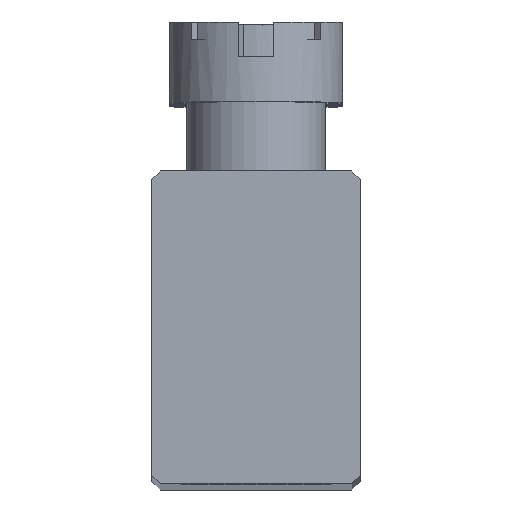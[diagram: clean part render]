
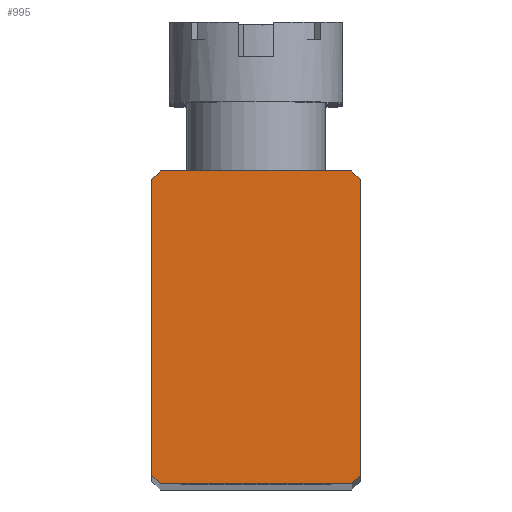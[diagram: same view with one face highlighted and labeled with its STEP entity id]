
A CAD part, top view. The second image highlights one B-rep face of the part: STEP entity #995.
In plain terms, the highlighted planar face has unit normal (0, 0, 1).
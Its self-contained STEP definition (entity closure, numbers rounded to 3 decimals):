
#31 = LINE ( 'NONE', #6540, #7317 ) ;
#67 = VERTEX_POINT ( 'NONE', #5962 ) ;
#429 = LINE ( 'NONE', #4836, #6103 ) ;
#459 = ORIENTED_EDGE ( 'NONE', *, *, #7010, .T. ) ;
#995 = ADVANCED_FACE ( 'NONE', ( #6766 ), #6557, .T. ) ;
#1267 = EDGE_LOOP ( 'NONE', ( #6775, #5381, #5990, #6060, #1437, #459, #2843, #7180 ) ) ;
#1288 = CARTESIAN_POINT ( 'NONE',  ( -2.875, -4.375, 51. ) ) ;
#1437 = ORIENTED_EDGE ( 'NONE', *, *, #6818, .T. ) ;
#1521 = CARTESIAN_POINT ( 'NONE',  ( -3., 4.25, 51. ) ) ;
#1627 = LINE ( 'NONE', #5988, #2992 ) ;
#1746 = VERTEX_POINT ( 'NONE', #1521 ) ;
#1971 = LINE ( 'NONE', #5965, #6444 ) ;
#1975 = DIRECTION ( 'NONE',  ( 0., -1., 0. ) ) ;
#2459 = DIRECTION ( 'NONE',  ( 0., 1., 0. ) ) ;
#2843 = ORIENTED_EDGE ( 'NONE', *, *, #4037, .T. ) ;
#2992 = VECTOR ( 'NONE', #4252, 1000. ) ;
#3002 = VECTOR ( 'NONE', #1975, 1000. ) ;
#3071 = CARTESIAN_POINT ( 'NONE',  ( 3., 4.5, 51. ) ) ;
#3160 = CARTESIAN_POINT ( 'NONE',  ( 3., -4.25, 51. ) ) ;
#3643 = DIRECTION ( 'NONE',  ( 1., 0., 0. ) ) ;
#3821 = VERTEX_POINT ( 'NONE', #6936 ) ;
#3869 = VECTOR ( 'NONE', #4906, 1000. ) ;
#3932 = VECTOR ( 'NONE', #2459, 1000. ) ;
#4037 = EDGE_CURVE ( 'NONE', #3821, #4432, #5426, .T. ) ;
#4252 = DIRECTION ( 'NONE',  ( -0.707, 0.707, 0. ) ) ;
#4336 = CARTESIAN_POINT ( 'NONE',  ( -3., 4.5, 51. ) ) ;
#4432 = VERTEX_POINT ( 'NONE', #7415 ) ;
#4581 = LINE ( 'NONE', #4336, #3002 ) ;
#4767 = LINE ( 'NONE', #1288, #4941 ) ;
#4836 = CARTESIAN_POINT ( 'NONE',  ( -0.125, -7.375, 51. ) ) ;
#4906 = DIRECTION ( 'NONE',  ( -1., 0., 0. ) ) ;
#4941 = VECTOR ( 'NONE', #7048, 1000. ) ;
#5162 = VERTEX_POINT ( 'NONE', #5634 ) ;
#5311 = AXIS2_PLACEMENT_3D ( 'NONE', #5998, #5544, #5514 ) ;
#5381 = ORIENTED_EDGE ( 'NONE', *, *, #7000, .T. ) ;
#5419 = VERTEX_POINT ( 'NONE', #7210 ) ;
#5426 = LINE ( 'NONE', #6066, #3869 ) ;
#5428 = DIRECTION ( 'NONE',  ( 0.707, 0.707, 0. ) ) ;
#5514 = DIRECTION ( 'NONE',  ( 1., 0., 0. ) ) ;
#5544 = DIRECTION ( 'NONE',  ( 0., 0., 1. ) ) ;
#5634 = CARTESIAN_POINT ( 'NONE',  ( 2.75, -4.5, 51. ) ) ;
#5846 = LINE ( 'NONE', #3071, #3932 ) ;
#5893 = VERTEX_POINT ( 'NONE', #3160 ) ;
#5962 = CARTESIAN_POINT ( 'NONE',  ( 3., 4.25, 51. ) ) ;
#5965 = CARTESIAN_POINT ( 'NONE',  ( -3., -4.5, 51. ) ) ;
#5988 = CARTESIAN_POINT ( 'NONE',  ( 4.375, 2.875, 51. ) ) ;
#5990 = ORIENTED_EDGE ( 'NONE', *, *, #6949, .T. ) ;
#5998 = CARTESIAN_POINT ( 'NONE',  ( -3., -4.5, 51. ) ) ;
#6060 = ORIENTED_EDGE ( 'NONE', *, *, #7001, .T. ) ;
#6066 = CARTESIAN_POINT ( 'NONE',  ( -3., 4.5, 51. ) ) ;
#6103 = VECTOR ( 'NONE', #5428, 1000. ) ;
#6140 = EDGE_CURVE ( 'NONE', #1746, #7424, #4581, .T. ) ;
#6444 = VECTOR ( 'NONE', #3643, 1000. ) ;
#6540 = CARTESIAN_POINT ( 'NONE',  ( -7.375, -0.125, 51. ) ) ;
#6557 = PLANE ( 'NONE',  #5311 ) ;
#6693 = CARTESIAN_POINT ( 'NONE',  ( -3., -4.25, 51. ) ) ;
#6766 = FACE_OUTER_BOUND ( 'NONE', #1267, .T. ) ;
#6775 = ORIENTED_EDGE ( 'NONE', *, *, #6140, .T. ) ;
#6818 = EDGE_CURVE ( 'NONE', #5893, #67, #5846, .T. ) ;
#6936 = CARTESIAN_POINT ( 'NONE',  ( 2.75, 4.5, 51. ) ) ;
#6949 = EDGE_CURVE ( 'NONE', #5419, #5162, #1971, .T. ) ;
#7000 = EDGE_CURVE ( 'NONE', #7424, #5419, #4767, .T. ) ;
#7001 = EDGE_CURVE ( 'NONE', #5162, #5893, #429, .T. ) ;
#7010 = EDGE_CURVE ( 'NONE', #67, #3821, #1627, .T. ) ;
#7028 = EDGE_CURVE ( 'NONE', #4432, #1746, #31, .T. ) ;
#7048 = DIRECTION ( 'NONE',  ( 0.707, -0.707, 0. ) ) ;
#7070 = DIRECTION ( 'NONE',  ( -0.707, -0.707, 0. ) ) ;
#7180 = ORIENTED_EDGE ( 'NONE', *, *, #7028, .T. ) ;
#7210 = CARTESIAN_POINT ( 'NONE',  ( -2.75, -4.5, 51. ) ) ;
#7317 = VECTOR ( 'NONE', #7070, 1000. ) ;
#7415 = CARTESIAN_POINT ( 'NONE',  ( -2.75, 4.5, 51. ) ) ;
#7424 = VERTEX_POINT ( 'NONE', #6693 ) ;
